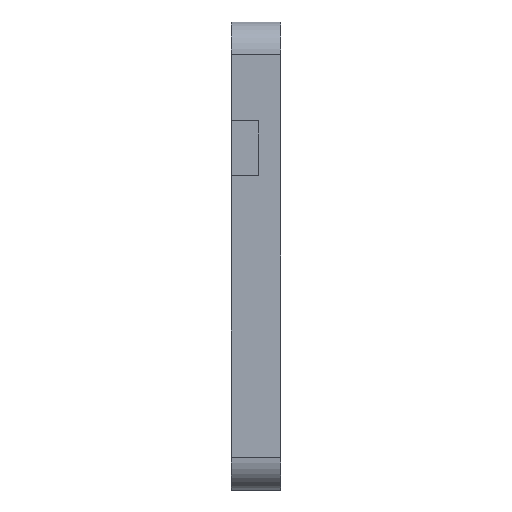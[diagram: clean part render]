
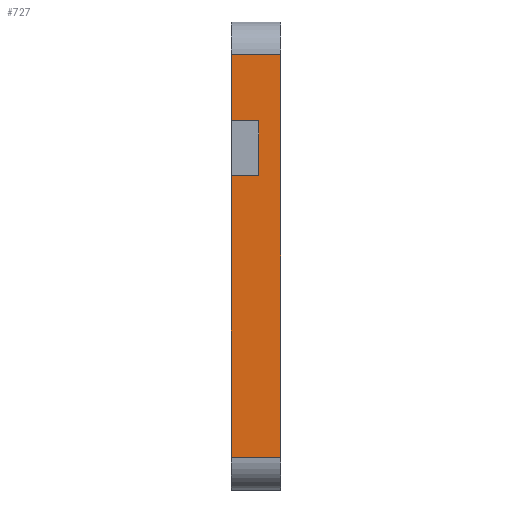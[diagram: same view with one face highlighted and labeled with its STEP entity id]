
A CAD part, left-side view. The second image highlights one B-rep face of the part: STEP entity #727.
In plain terms, the highlighted planar face has unit normal (-1, 0, 0).
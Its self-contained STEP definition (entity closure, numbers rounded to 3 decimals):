
#12 = ORIENTED_EDGE ( 'NONE', *, *, #504, .T. ) ;
#35 = EDGE_LOOP ( 'NONE', ( #782, #419, #662, #1206, #12, #1791, #228, #1505 ) ) ;
#69 = DIRECTION ( 'NONE',  ( 0., 1., 0. ) ) ;
#84 = CARTESIAN_POINT ( 'NONE',  ( -45., 9.85, 10.325 ) ) ;
#125 = CARTESIAN_POINT ( 'NONE',  ( -45., 0., 25.825 ) ) ;
#129 = VECTOR ( 'NONE', #639, 1000. ) ;
#163 = VERTEX_POINT ( 'NONE', #665 ) ;
#197 = VERTEX_POINT ( 'NONE', #397 ) ;
#228 = ORIENTED_EDGE ( 'NONE', *, *, #809, .F. ) ;
#234 = VECTOR ( 'NONE', #1278, 1000. ) ;
#311 = CARTESIAN_POINT ( 'NONE',  ( -45., 2.85, 17.325 ) ) ;
#333 = VERTEX_POINT ( 'NONE', #125 ) ;
#356 = CARTESIAN_POINT ( 'NONE',  ( -45., 6.35, 25.825 ) ) ;
#357 = CARTESIAN_POINT ( 'NONE',  ( -45., 6.35, 10.325 ) ) ;
#369 = CARTESIAN_POINT ( 'NONE',  ( -45., 6.35, -25.825 ) ) ;
#382 = CARTESIAN_POINT ( 'NONE',  ( -45., 6.35, -25.825 ) ) ;
#397 = CARTESIAN_POINT ( 'NONE',  ( -45., 0., -25.825 ) ) ;
#414 = VECTOR ( 'NONE', #1230, 1000. ) ;
#419 = ORIENTED_EDGE ( 'NONE', *, *, #1701, .F. ) ;
#451 = EDGE_CURVE ( 'NONE', #1586, #1129, #1674, .T. ) ;
#491 = VECTOR ( 'NONE', #69, 1000. ) ;
#504 = EDGE_CURVE ( 'NONE', #197, #333, #1026, .T. ) ;
#520 = VERTEX_POINT ( 'NONE', #357 ) ;
#527 = PLANE ( 'NONE',  #797 ) ;
#630 = DIRECTION ( 'NONE',  ( 0., -1., 0. ) ) ;
#639 = DIRECTION ( 'NONE',  ( 0., 0., 1. ) ) ;
#662 = ORIENTED_EDGE ( 'NONE', *, *, #1539, .F. ) ;
#665 = CARTESIAN_POINT ( 'NONE',  ( -45., 6.35, -25.825 ) ) ;
#727 = ADVANCED_FACE ( 'NONE', ( #1190 ), #527, .F. ) ;
#765 = DIRECTION ( 'NONE',  ( 0., 0., 1. ) ) ;
#782 = ORIENTED_EDGE ( 'NONE', *, *, #451, .F. ) ;
#797 = AXIS2_PLACEMENT_3D ( 'NONE', #1100, #1238, #1512 ) ;
#809 = EDGE_CURVE ( 'NONE', #1243, #1384, #814, .T. ) ;
#814 = LINE ( 'NONE', #957, #414 ) ;
#874 = LINE ( 'NONE', #369, #129 ) ;
#914 = LINE ( 'NONE', #1570, #234 ) ;
#925 = CARTESIAN_POINT ( 'NONE',  ( -45., 6.35, 17.325 ) ) ;
#957 = CARTESIAN_POINT ( 'NONE',  ( -45., 6.35, -25.825 ) ) ;
#1000 = VECTOR ( 'NONE', #1102, 1000. ) ;
#1026 = LINE ( 'NONE', #1471, #1348 ) ;
#1036 = EDGE_CURVE ( 'NONE', #1384, #333, #914, .T. ) ;
#1064 = CARTESIAN_POINT ( 'NONE',  ( -45., 2.85, 10.325 ) ) ;
#1100 = CARTESIAN_POINT ( 'NONE',  ( -45., 6.35, -25.825 ) ) ;
#1102 = DIRECTION ( 'NONE',  ( 0., -1., 0. ) ) ;
#1117 = LINE ( 'NONE', #382, #1000 ) ;
#1129 = VERTEX_POINT ( 'NONE', #311 ) ;
#1190 = FACE_OUTER_BOUND ( 'NONE', #35, .T. ) ;
#1206 = ORIENTED_EDGE ( 'NONE', *, *, #1279, .T. ) ;
#1230 = DIRECTION ( 'NONE',  ( 0., 0., 1. ) ) ;
#1238 = DIRECTION ( 'NONE',  ( 1., 0., 0. ) ) ;
#1243 = VERTEX_POINT ( 'NONE', #925 ) ;
#1278 = DIRECTION ( 'NONE',  ( 0., -1., 0. ) ) ;
#1279 = EDGE_CURVE ( 'NONE', #163, #197, #1117, .T. ) ;
#1348 = VECTOR ( 'NONE', #765, 1000. ) ;
#1384 = VERTEX_POINT ( 'NONE', #356 ) ;
#1386 = LINE ( 'NONE', #1759, #491 ) ;
#1471 = CARTESIAN_POINT ( 'NONE',  ( -45., 0., -25.825 ) ) ;
#1487 = CARTESIAN_POINT ( 'NONE',  ( -45., 2.85, 10.325 ) ) ;
#1505 = ORIENTED_EDGE ( 'NONE', *, *, #1772, .F. ) ;
#1512 = DIRECTION ( 'NONE',  ( 0., 0., -1. ) ) ;
#1539 = EDGE_CURVE ( 'NONE', #163, #520, #874, .T. ) ;
#1570 = CARTESIAN_POINT ( 'NONE',  ( -45., 6.35, 25.825 ) ) ;
#1586 = VERTEX_POINT ( 'NONE', #1064 ) ;
#1591 = VECTOR ( 'NONE', #630, 1000. ) ;
#1614 = LINE ( 'NONE', #84, #1591 ) ;
#1674 = LINE ( 'NONE', #1487, #1810 ) ;
#1701 = EDGE_CURVE ( 'NONE', #520, #1586, #1614, .T. ) ;
#1759 = CARTESIAN_POINT ( 'NONE',  ( -45., 9.85, 17.325 ) ) ;
#1772 = EDGE_CURVE ( 'NONE', #1129, #1243, #1386, .T. ) ;
#1783 = DIRECTION ( 'NONE',  ( 0., 0., 1. ) ) ;
#1791 = ORIENTED_EDGE ( 'NONE', *, *, #1036, .F. ) ;
#1810 = VECTOR ( 'NONE', #1783, 1000. ) ;
